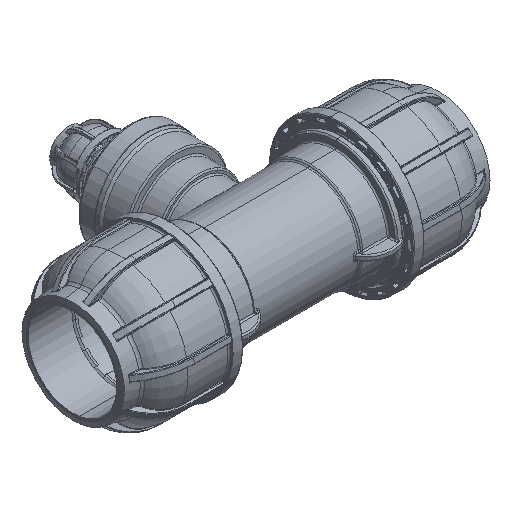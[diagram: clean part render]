
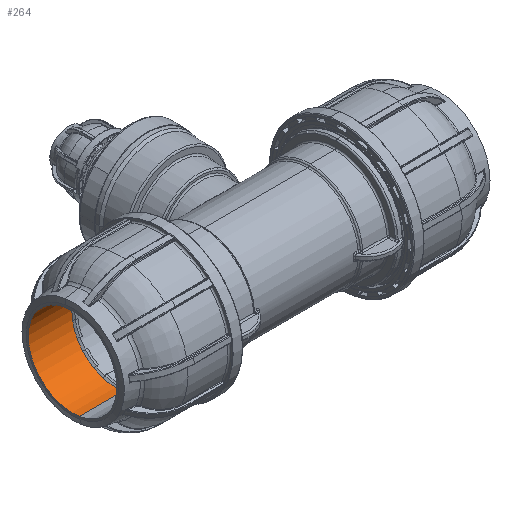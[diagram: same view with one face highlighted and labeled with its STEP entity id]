
A CAD part, isometric view. The second image highlights one B-rep face of the part: STEP entity #264.
In plain terms, the highlighted cylindrical face has radius 32 mm (diameter 64 mm), a partial arc.
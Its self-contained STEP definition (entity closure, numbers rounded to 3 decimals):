
#264 = ADVANCED_FACE ( 'NONE', ( #26794 ), #26795, .F. ) ;
#1459 = EDGE_CURVE ( 'NONE', #11212, #11210, #27142, .T. ) ;
#1466 = EDGE_CURVE ( 'NONE', #11211, #11209, #27143, .T. ) ;
#11209 = VERTEX_POINT ( 'NONE', #64280 ) ;
#11210 = VERTEX_POINT ( 'NONE', #64281 ) ;
#11211 = VERTEX_POINT ( 'NONE', #64282 ) ;
#11212 = VERTEX_POINT ( 'NONE', #64283 ) ;
#13071 = EDGE_LOOP ( 'NONE', ( #14931, #14932, #14930, #14933 ) ) ;
#14930 = ORIENTED_EDGE ( 'NONE', *, *, #1466, .T. ) ;
#14931 = ORIENTED_EDGE ( 'NONE', *, *, #1459, .F. ) ;
#14932 = ORIENTED_EDGE ( 'NONE', *, *, #36299, .F. ) ;
#14933 = ORIENTED_EDGE ( 'NONE', *, *, #36300, .T. ) ;
#26794 = FACE_OUTER_BOUND ( 'NONE', #13071, .T. ) ;
#26795 = CYLINDRICAL_SURFACE ( 'NONE', #59108, 32. ) ;
#27142 = LINE ( 'NONE', #47904, #43699 ) ;
#27143 = LINE ( 'NONE', #47919, #43702 ) ;
#27936 = CARTESIAN_POINT ( 'NONE',  ( -132.8, 0., 0. ) ) ;
#27937 = DIRECTION ( 'NONE',  ( -1., 0., 0. ) ) ;
#27938 = DIRECTION ( 'NONE',  ( 0., 0.159, 0.987 ) ) ;
#36299 = EDGE_CURVE ( 'NONE', #11211, #11212, #58662, .T. ) ;
#36300 = EDGE_CURVE ( 'NONE', #11209, #11210, #58649, .T. ) ;
#43699 = VECTOR ( 'NONE', #47905, 1000. ) ;
#43702 = VECTOR ( 'NONE', #47921, 1000. ) ;
#47904 = CARTESIAN_POINT ( 'NONE',  ( -132.8, -5.092, -31.592 ) ) ;
#47905 = DIRECTION ( 'NONE',  ( -1., 0., 0. ) ) ;
#47919 = CARTESIAN_POINT ( 'NONE',  ( -132.8, 5.092, 31.592 ) ) ;
#47921 = DIRECTION ( 'NONE',  ( -1., 0., 0. ) ) ;
#58649 = CIRCLE ( 'NONE', #58669, 32. ) ;
#58662 = CIRCLE ( 'NONE', #58664, 32. ) ;
#58664 = AXIS2_PLACEMENT_3D ( 'NONE', #73720, #73721, #73722 ) ;
#58669 = AXIS2_PLACEMENT_3D ( 'NONE', #73723, #73724, #73725 ) ;
#59108 = AXIS2_PLACEMENT_3D ( 'NONE', #27936, #27937, #27938 ) ;
#64280 = CARTESIAN_POINT ( 'NONE',  ( -132.8, 5.092, 31.592 ) ) ;
#64281 = CARTESIAN_POINT ( 'NONE',  ( -132.8, -5.092, -31.592 ) ) ;
#64282 = CARTESIAN_POINT ( 'NONE',  ( -101.3, 5.092, 31.592 ) ) ;
#64283 = CARTESIAN_POINT ( 'NONE',  ( -101.3, -5.092, -31.592 ) ) ;
#73720 = CARTESIAN_POINT ( 'NONE',  ( -101.3, 0., 0. ) ) ;
#73721 = DIRECTION ( 'NONE',  ( -1., 0., 0. ) ) ;
#73722 = DIRECTION ( 'NONE',  ( 0., 0.159, 0.987 ) ) ;
#73723 = CARTESIAN_POINT ( 'NONE',  ( -132.8, 0., 0. ) ) ;
#73724 = DIRECTION ( 'NONE',  ( -1., 0., 0. ) ) ;
#73725 = DIRECTION ( 'NONE',  ( 0., 0.159, 0.987 ) ) ;
